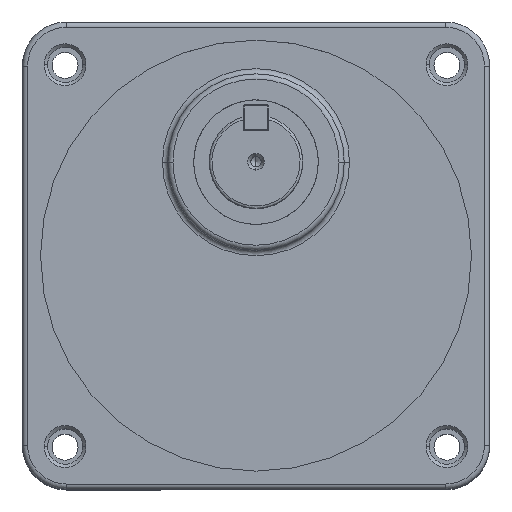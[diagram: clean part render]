
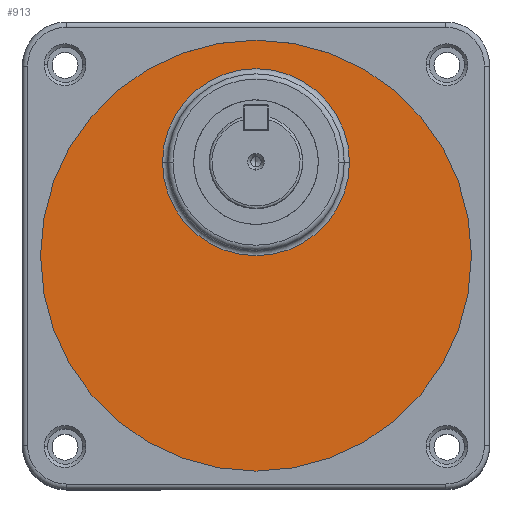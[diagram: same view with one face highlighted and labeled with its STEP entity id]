
A CAD part, top view. The second image highlights one B-rep face of the part: STEP entity #913.
In plain terms, the highlighted face is planar.
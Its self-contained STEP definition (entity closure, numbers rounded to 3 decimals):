
#739 = ORIENTED_EDGE ( 'NONE', *, *, #3969, .T. ) ;
#750 = EDGE_LOOP ( 'NONE', ( #837, #739 ) ) ;
#837 = ORIENTED_EDGE ( 'NONE', *, *, #915, .T. ) ;
#911 = EDGE_CURVE ( 'NONE', #3932, #3927, #5712, .T. ) ;
#913 = ADVANCED_FACE ( 'NONE', ( #5766, #5729 ), #5768, .T. ) ;
#914 = ORIENTED_EDGE ( 'NONE', *, *, #911, .T. ) ;
#915 = EDGE_CURVE ( 'NONE', #3968, #3935, #5775, .T. ) ;
#917 = EDGE_LOOP ( 'NONE', ( #918, #914 ) ) ;
#918 = ORIENTED_EDGE ( 'NONE', *, *, #3937, .T. ) ;
#1524 = CIRCLE ( 'NONE', #1571, 18. ) ;
#1525 = CARTESIAN_POINT ( 'NONE',  ( 41.5, 0., 1. ) ) ;
#1529 = CARTESIAN_POINT ( 'NONE',  ( -18., 18., 1. ) ) ;
#1531 = CARTESIAN_POINT ( 'NONE',  ( 18., 18., 1. ) ) ;
#1568 = DIRECTION ( 'NONE',  ( -1., 0., 0. ) ) ;
#1569 = DIRECTION ( 'NONE',  ( 0., 0., 1. ) ) ;
#1571 = AXIS2_PLACEMENT_3D ( 'NONE', #1574, #1569, #1568 ) ;
#1574 = CARTESIAN_POINT ( 'NONE',  ( 0., 18., 1. ) ) ;
#1583 = CARTESIAN_POINT ( 'NONE',  ( -41.5, 0., 1. ) ) ;
#1634 = DIRECTION ( 'NONE',  ( -1., 0., 0. ) ) ;
#1635 = DIRECTION ( 'NONE',  ( 0., 0., -1. ) ) ;
#1636 = CARTESIAN_POINT ( 'NONE',  ( 0., 0., 1. ) ) ;
#1637 = AXIS2_PLACEMENT_3D ( 'NONE', #1636, #1635, #1634 ) ;
#1642 = CIRCLE ( 'NONE', #1637, 41.5 ) ;
#3927 = VERTEX_POINT ( 'NONE', #1529 ) ;
#3932 = VERTEX_POINT ( 'NONE', #1531 ) ;
#3935 = VERTEX_POINT ( 'NONE', #1525 ) ;
#3937 = EDGE_CURVE ( 'NONE', #3927, #3932, #1524, .T. ) ;
#3968 = VERTEX_POINT ( 'NONE', #1583 ) ;
#3969 = EDGE_CURVE ( 'NONE', #3935, #3968, #1642, .T. ) ;
#5712 = CIRCLE ( 'NONE', #5726, 18. ) ;
#5726 = AXIS2_PLACEMENT_3D ( 'NONE', #5739, #5770, #5769 ) ;
#5729 = FACE_OUTER_BOUND ( 'NONE', #750, .T. ) ;
#5739 = CARTESIAN_POINT ( 'NONE',  ( 0., 18., 1. ) ) ;
#5751 = DIRECTION ( 'NONE',  ( -1., 0., 0. ) ) ;
#5752 = DIRECTION ( 'NONE',  ( 0., 0., -1. ) ) ;
#5754 = DIRECTION ( 'NONE',  ( -1., 0., 0. ) ) ;
#5755 = DIRECTION ( 'NONE',  ( 0., 0., -1. ) ) ;
#5756 = CARTESIAN_POINT ( 'NONE',  ( 0., 0., 1. ) ) ;
#5757 = AXIS2_PLACEMENT_3D ( 'NONE', #5759, #5752, #5751 ) ;
#5759 = CARTESIAN_POINT ( 'NONE',  ( 0., 0., 1. ) ) ;
#5765 = AXIS2_PLACEMENT_3D ( 'NONE', #5756, #5755, #5754 ) ;
#5766 = FACE_BOUND ( 'NONE', #917, .T. ) ;
#5768 = PLANE ( 'NONE',  #5765 ) ;
#5769 = DIRECTION ( 'NONE',  ( -1., 0., 0. ) ) ;
#5770 = DIRECTION ( 'NONE',  ( 0., 0., 1. ) ) ;
#5775 = CIRCLE ( 'NONE', #5757, 41.5 ) ;
